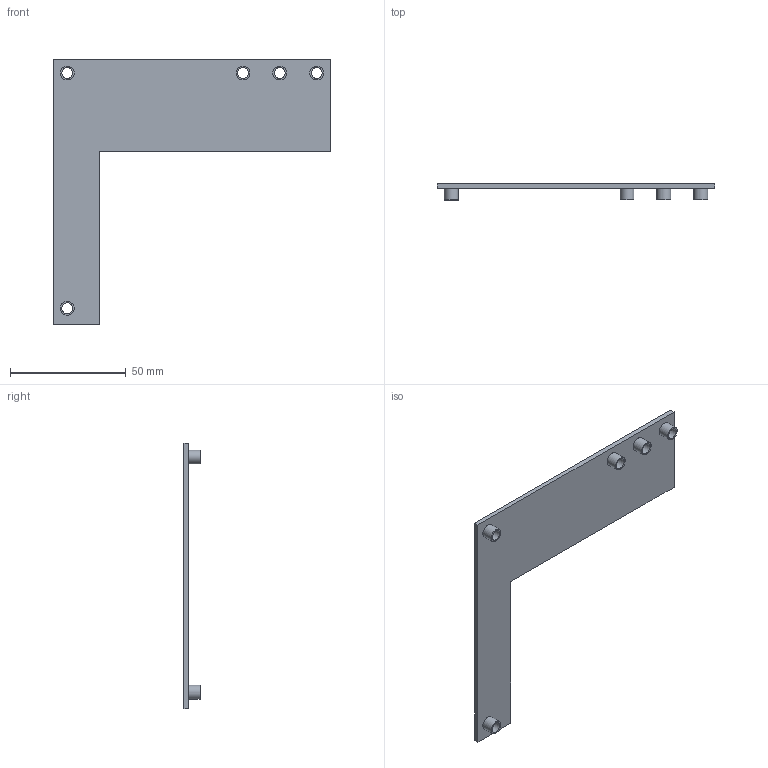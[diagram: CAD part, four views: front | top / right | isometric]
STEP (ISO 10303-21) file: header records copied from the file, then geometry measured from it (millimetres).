
FILE_DESCRIPTION(('FreeCAD Model'),'2;1');
FILE_NAME('Open CASCADE Shape Model','2025-12-01T19:57:43',(''),(''), 'Open CASCADE STEP processor 7.9','FreeCAD','Unknown');
FILE_SCHEMA(('AUTOMOTIVE_DESIGN { 1 0 10303 214 1 1 1 1 }'));
Length unit declared in the file: millimetre
Products named in the file (1): Hole042
Bounding box: 120 x 7 x 115 mm (x, y, z)
Volume: 12699.6 mm3; surface area: 14354.5 mm2
Topology: 1 solids, 1 shells, 23 faces, 48 edges, 32 vertices
Faces by surface type: plane 13, cylinder 10
Full cylindrical faces by diameter (mm): 4.7 x5, 6 x5
Entity records: 664 total; most frequent: DIRECTION 116, CARTESIAN_POINT 104, ORIENTED_EDGE 96, EDGE_CURVE 48, AXIS2_PLACEMENT_3D 44, FACE_BOUND 38, EDGE_LOOP 38, VERTEX_POINT 32
